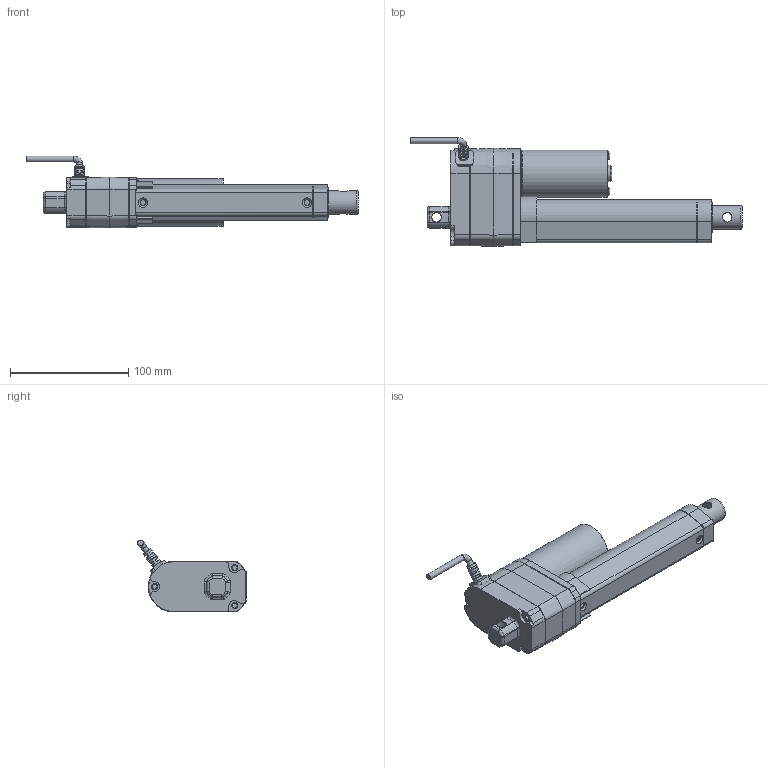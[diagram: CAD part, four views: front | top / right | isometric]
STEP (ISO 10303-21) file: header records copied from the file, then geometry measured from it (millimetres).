
FILE_DESCRIPTION(/* description */ ('Unknown'),/* implementation_level */ '2;1');
FILE_NAME(/* name */ 'Transmotec-CAD-DLA-X-X-A-100-POT-IP65',/* time_stamp */ '2023-07-11T15:39:21+02:00',/* author */ ('Unknown'),/* organization */ ('Unknown'),/* preprocessor_version */ 'ST-DEVELOPER v18.1',/* originating_system */ 'Solid Edge',/* authorisation */ 'Unknown');
FILE_SCHEMA (('AUTOMOTIVE_DESIGN {1 0 10303 214 3 1 1}'));
Length unit declared in the file: millimetre
Products named in the file (4): LD3-12-05-K3-100-11P503(01008D18); LD3-12-05-K3-100-11P503-1(10086_4); LD3-12-05-K3-100-11P503-2; LD3-12-05-K3-100-11P503-3(1008D1)
Assembly tree (3 placements, depth 2):
  LD3-12-05-K3-100-11P503(01008D18)
    LD3-12-05-K3-100-11P503-1(10086_4)
    LD3-12-05-K3-100-11P503-2
    LD3-12-05-K3-100-11P503-3(1008D1)
Bounding box: 280.95 x 91.8 x 60.91 mm (x, y, z)
Volume: 335072.2 mm3; surface area: 91303.6 mm2
Topology: 3 solids, 4 shells, 322 faces, 820 edges, 533 vertices
Faces by surface type: plane 166, cylinder 108, torus 19, cone 13, bspline 12, sphere 4
Full cylindrical faces by diameter (mm): 4.3 x3, 5 x4, 6.8 x2, 8 x4, 13 x1, 18 x1, 20 x1, 20.5 x1, 20.62 x1, 23.4 x1, 26 x2, 38 x1, 40 x2
Entity records: 9851 total; most frequent: CARTESIAN_POINT 2086, DIRECTION 1628, ORIENTED_EDGE 1516, EDGE_CURVE 758, AXIS2_PLACEMENT_3D 607, VERTEX_POINT 519, LINE 414, VECTOR 414
